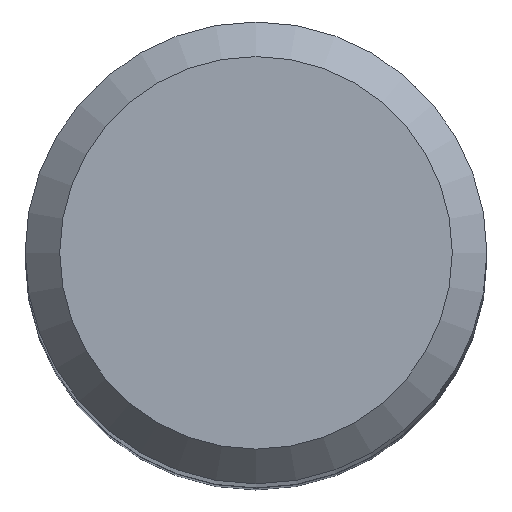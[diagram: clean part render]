
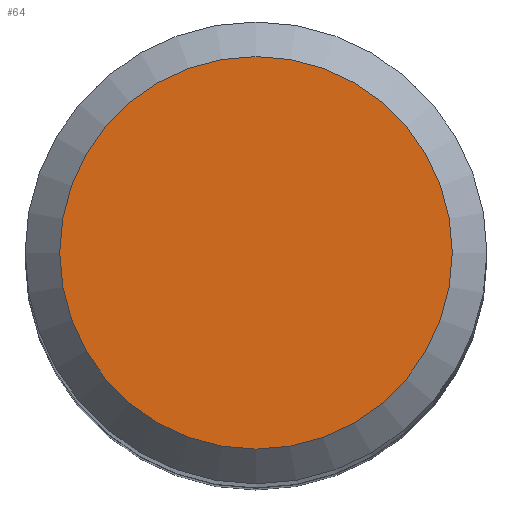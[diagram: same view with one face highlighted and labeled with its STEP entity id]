
A CAD part, top view. The second image highlights one B-rep face of the part: STEP entity #64.
In plain terms, the highlighted planar face has unit normal (0, 0, 1).
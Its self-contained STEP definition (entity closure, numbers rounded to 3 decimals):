
#43=PLANE('',#248);
#50=FACE_OUTER_BOUND('',#111,.T.);
#64=ADVANCED_FACE('',(#50),#43,.F.);
#111=EDGE_LOOP('',(#136));
#136=ORIENTED_EDGE('',*,*,#176,.T.);
#163=VERTEX_POINT('',#369);
#176=EDGE_CURVE('',#163,#163,#187,.T.);
#187=CIRCLE('',#247,3.4);
#247=AXIS2_PLACEMENT_3D('',#368,#293,#294);
#248=AXIS2_PLACEMENT_3D('',#370,#295,#296);
#293=DIRECTION('',(0.,0.,1.));
#294=DIRECTION('',(-1.,0.,0.));
#295=DIRECTION('',(0.,0.,-1.));
#296=DIRECTION('',(-1.,0.,0.));
#368=CARTESIAN_POINT('',(0.,0.,0.));
#369=CARTESIAN_POINT('',(-3.4,0.,0.));
#370=CARTESIAN_POINT('',(0.,4.,0.));
